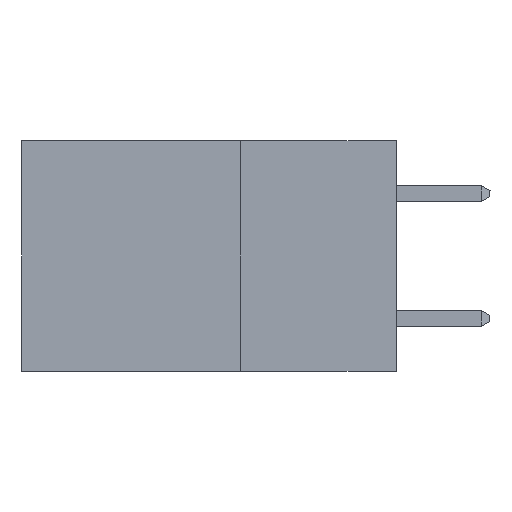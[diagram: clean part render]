
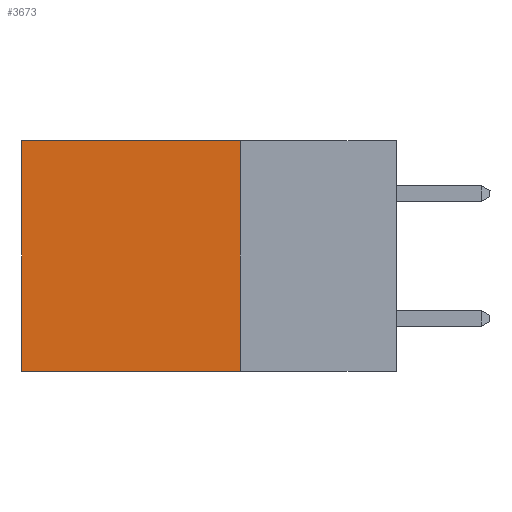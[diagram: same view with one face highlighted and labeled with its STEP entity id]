
A CAD part, left-side view. The second image highlights one B-rep face of the part: STEP entity #3673.
In plain terms, the highlighted planar face has unit normal (-1, 0, 0).
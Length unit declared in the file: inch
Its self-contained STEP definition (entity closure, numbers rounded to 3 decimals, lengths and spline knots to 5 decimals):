
#265 = DIRECTION ( 'NONE',  ( 0., 1., 0. ) ) ;
#825 = LINE ( 'NONE', #11694, #12006 ) ;
#1491 = VECTOR ( 'NONE', #4001, 39.37008 ) ;
#1728 = CARTESIAN_POINT ( 'NONE',  ( 0.298, 0.25, 0. ) ) ;
#2300 = VERTEX_POINT ( 'NONE', #5482 ) ;
#2525 = CARTESIAN_POINT ( 'NONE',  ( 0.298, 0.6, 0. ) ) ;
#3115 = ORIENTED_EDGE ( 'NONE', *, *, #9697, .T. ) ;
#3673 = ADVANCED_FACE ( 'NONE', ( #5795 ), #9216, .F. ) ;
#4001 = DIRECTION ( 'NONE',  ( 0., 0., -1. ) ) ;
#4923 = VECTOR ( 'NONE', #10865, 39.37008 ) ;
#5336 = ORIENTED_EDGE ( 'NONE', *, *, #17743, .T. ) ;
#5482 = CARTESIAN_POINT ( 'NONE',  ( 0.298, 0.25, 0. ) ) ;
#5795 = FACE_OUTER_BOUND ( 'NONE', #14697, .T. ) ;
#6174 = CARTESIAN_POINT ( 'NONE',  ( 0.298, 0.6, -0.37 ) ) ;
#6185 = VERTEX_POINT ( 'NONE', #6174 ) ;
#7568 = ORIENTED_EDGE ( 'NONE', *, *, #10349, .F. ) ;
#9009 = VERTEX_POINT ( 'NONE', #11737 ) ;
#9216 = PLANE ( 'NONE',  #17806 ) ;
#9391 = CARTESIAN_POINT ( 'NONE',  ( 0.298, 0.25, -0.37 ) ) ;
#9697 = EDGE_CURVE ( 'NONE', #2300, #17114, #15318, .T. ) ;
#10349 = EDGE_CURVE ( 'NONE', #2300, #9009, #825, .T. ) ;
#10865 = DIRECTION ( 'NONE',  ( 0., 1., 0. ) ) ;
#11359 = VECTOR ( 'NONE', #265, 39.37008 ) ;
#11694 = CARTESIAN_POINT ( 'NONE',  ( 0.298, 0.25, 0. ) ) ;
#11737 = CARTESIAN_POINT ( 'NONE',  ( 0.298, 0.25, -0.37 ) ) ;
#12006 = VECTOR ( 'NONE', #16199, 39.37008 ) ;
#12071 = DIRECTION ( 'NONE',  ( 0., 0., -1. ) ) ;
#12090 = DIRECTION ( 'NONE',  ( 1., 0., 0. ) ) ;
#13178 = LINE ( 'NONE', #2525, #1491 ) ;
#14697 = EDGE_LOOP ( 'NONE', ( #5336, #15742, #7568, #3115 ) ) ;
#15318 = LINE ( 'NONE', #16420, #11359 ) ;
#15742 = ORIENTED_EDGE ( 'NONE', *, *, #18216, .F. ) ;
#16010 = CARTESIAN_POINT ( 'NONE',  ( 0.298, 0.6, 0. ) ) ;
#16199 = DIRECTION ( 'NONE',  ( 0., 0., -1. ) ) ;
#16420 = CARTESIAN_POINT ( 'NONE',  ( 0.298, 0.25, 0. ) ) ;
#16641 = LINE ( 'NONE', #9391, #4923 ) ;
#17114 = VERTEX_POINT ( 'NONE', #16010 ) ;
#17743 = EDGE_CURVE ( 'NONE', #17114, #6185, #13178, .T. ) ;
#17806 = AXIS2_PLACEMENT_3D ( 'NONE', #1728, #12090, #12071 ) ;
#18216 = EDGE_CURVE ( 'NONE', #9009, #6185, #16641, .T. ) ;
